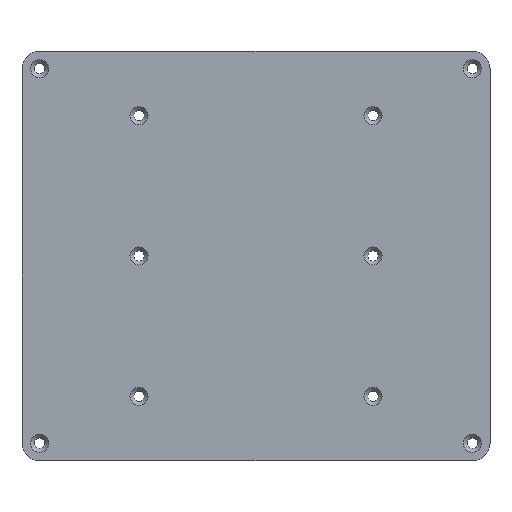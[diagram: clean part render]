
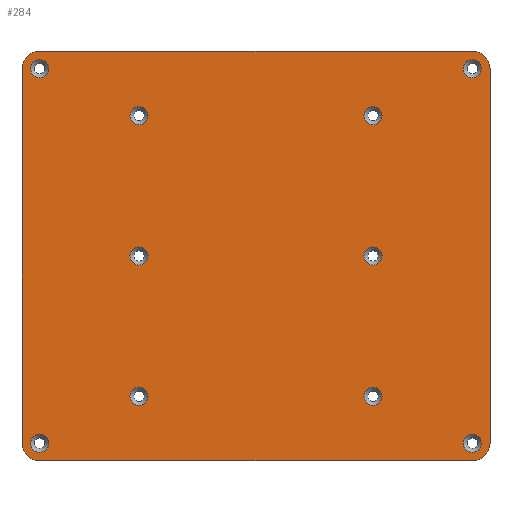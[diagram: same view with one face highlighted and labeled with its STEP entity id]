
A CAD part, top view. The second image highlights one B-rep face of the part: STEP entity #284.
In plain terms, the highlighted planar face has unit normal (0, 0, 1).
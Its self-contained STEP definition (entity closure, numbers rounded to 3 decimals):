
#24 = VERTEX_POINT('',#25);
#25 = CARTESIAN_POINT('',(-40.,-32.,4.));
#31 = EDGE_CURVE('',#24,#32,#34,.T.);
#32 = VERTEX_POINT('',#33);
#33 = CARTESIAN_POINT('',(-40.,32.,4.));
#34 = LINE('',#35,#36);
#35 = CARTESIAN_POINT('',(-40.,-32.,4.));
#36 = VECTOR('',#37,1.);
#37 = DIRECTION('',(0.,1.,0.));
#62 = EDGE_CURVE('',#24,#63,#65,.T.);
#63 = VERTEX_POINT('',#64);
#64 = CARTESIAN_POINT('',(-37.,-35.,4.));
#65 = CIRCLE('',#66,3.);
#66 = AXIS2_PLACEMENT_3D('',#67,#68,#69);
#67 = CARTESIAN_POINT('',(-37.,-32.,4.));
#68 = DIRECTION('',(0.,0.,1.));
#69 = DIRECTION('',(1.,0.,0.));
#97 = VERTEX_POINT('',#98);
#98 = CARTESIAN_POINT('',(-37.,35.,4.));
#104 = EDGE_CURVE('',#97,#32,#105,.T.);
#105 = CIRCLE('',#106,3.);
#106 = AXIS2_PLACEMENT_3D('',#107,#108,#109);
#107 = CARTESIAN_POINT('',(-37.,32.,4.));
#108 = DIRECTION('',(0.,0.,1.));
#109 = DIRECTION('',(1.,0.,0.));
#284 = ADVANCED_FACE('',(#285,#330,#341,#352,#363,#374,#385,#396,#407,
    #418,#429),#440,.T.);
#285 = FACE_BOUND('',#286,.T.);
#286 = EDGE_LOOP('',(#287,#288,#289,#297,#306,#314,#323,#329));
#287 = ORIENTED_EDGE('',*,*,#31,.F.);
#288 = ORIENTED_EDGE('',*,*,#62,.T.);
#289 = ORIENTED_EDGE('',*,*,#290,.F.);
#290 = EDGE_CURVE('',#291,#63,#293,.T.);
#291 = VERTEX_POINT('',#292);
#292 = CARTESIAN_POINT('',(37.,-35.,4.));
#293 = LINE('',#294,#295);
#294 = CARTESIAN_POINT('',(37.,-35.,4.));
#295 = VECTOR('',#296,1.);
#296 = DIRECTION('',(-1.,0.,0.));
#297 = ORIENTED_EDGE('',*,*,#298,.T.);
#298 = EDGE_CURVE('',#291,#299,#301,.T.);
#299 = VERTEX_POINT('',#300);
#300 = CARTESIAN_POINT('',(40.,-32.,4.));
#301 = CIRCLE('',#302,3.);
#302 = AXIS2_PLACEMENT_3D('',#303,#304,#305);
#303 = CARTESIAN_POINT('',(37.,-32.,4.));
#304 = DIRECTION('',(0.,0.,1.));
#305 = DIRECTION('',(1.,0.,0.));
#306 = ORIENTED_EDGE('',*,*,#307,.F.);
#307 = EDGE_CURVE('',#308,#299,#310,.T.);
#308 = VERTEX_POINT('',#309);
#309 = CARTESIAN_POINT('',(40.,32.,4.));
#310 = LINE('',#311,#312);
#311 = CARTESIAN_POINT('',(40.,32.,4.));
#312 = VECTOR('',#313,1.);
#313 = DIRECTION('',(0.,-1.,0.));
#314 = ORIENTED_EDGE('',*,*,#315,.T.);
#315 = EDGE_CURVE('',#308,#316,#318,.T.);
#316 = VERTEX_POINT('',#317);
#317 = CARTESIAN_POINT('',(37.,35.,4.));
#318 = CIRCLE('',#319,3.);
#319 = AXIS2_PLACEMENT_3D('',#320,#321,#322);
#320 = CARTESIAN_POINT('',(37.,32.,4.));
#321 = DIRECTION('',(0.,0.,1.));
#322 = DIRECTION('',(1.,0.,0.));
#323 = ORIENTED_EDGE('',*,*,#324,.F.);
#324 = EDGE_CURVE('',#97,#316,#325,.T.);
#325 = LINE('',#326,#327);
#326 = CARTESIAN_POINT('',(-37.,35.,4.));
#327 = VECTOR('',#328,1.);
#328 = DIRECTION('',(1.,0.,0.));
#329 = ORIENTED_EDGE('',*,*,#104,.T.);
#330 = FACE_BOUND('',#331,.T.);
#331 = EDGE_LOOP('',(#332));
#332 = ORIENTED_EDGE('',*,*,#333,.F.);
#333 = EDGE_CURVE('',#334,#334,#336,.T.);
#334 = VERTEX_POINT('',#335);
#335 = CARTESIAN_POINT('',(-35.45,-32.,4.));
#336 = CIRCLE('',#337,1.55);
#337 = AXIS2_PLACEMENT_3D('',#338,#339,#340);
#338 = CARTESIAN_POINT('',(-37.,-32.,4.));
#339 = DIRECTION('',(0.,0.,1.));
#340 = DIRECTION('',(1.,0.,0.));
#341 = FACE_BOUND('',#342,.T.);
#342 = EDGE_LOOP('',(#343));
#343 = ORIENTED_EDGE('',*,*,#344,.F.);
#344 = EDGE_CURVE('',#345,#345,#347,.T.);
#345 = VERTEX_POINT('',#346);
#346 = CARTESIAN_POINT('',(-18.45,-24.,4.));
#347 = CIRCLE('',#348,1.55);
#348 = AXIS2_PLACEMENT_3D('',#349,#350,#351);
#349 = CARTESIAN_POINT('',(-20.,-24.,4.));
#350 = DIRECTION('',(0.,0.,1.));
#351 = DIRECTION('',(1.,0.,0.));
#352 = FACE_BOUND('',#353,.T.);
#353 = EDGE_LOOP('',(#354));
#354 = ORIENTED_EDGE('',*,*,#355,.F.);
#355 = EDGE_CURVE('',#356,#356,#358,.T.);
#356 = VERTEX_POINT('',#357);
#357 = CARTESIAN_POINT('',(38.55,-32.,4.));
#358 = CIRCLE('',#359,1.55);
#359 = AXIS2_PLACEMENT_3D('',#360,#361,#362);
#360 = CARTESIAN_POINT('',(37.,-32.,4.));
#361 = DIRECTION('',(0.,0.,1.));
#362 = DIRECTION('',(1.,0.,0.));
#363 = FACE_BOUND('',#364,.T.);
#364 = EDGE_LOOP('',(#365));
#365 = ORIENTED_EDGE('',*,*,#366,.F.);
#366 = EDGE_CURVE('',#367,#367,#369,.T.);
#367 = VERTEX_POINT('',#368);
#368 = CARTESIAN_POINT('',(21.55,-24.,4.));
#369 = CIRCLE('',#370,1.55);
#370 = AXIS2_PLACEMENT_3D('',#371,#372,#373);
#371 = CARTESIAN_POINT('',(20.,-24.,4.));
#372 = DIRECTION('',(0.,0.,1.));
#373 = DIRECTION('',(1.,0.,0.));
#374 = FACE_BOUND('',#375,.T.);
#375 = EDGE_LOOP('',(#376));
#376 = ORIENTED_EDGE('',*,*,#377,.F.);
#377 = EDGE_CURVE('',#378,#378,#380,.T.);
#378 = VERTEX_POINT('',#379);
#379 = CARTESIAN_POINT('',(-18.45,0.,4.));
#380 = CIRCLE('',#381,1.55);
#381 = AXIS2_PLACEMENT_3D('',#382,#383,#384);
#382 = CARTESIAN_POINT('',(-20.,0.,4.));
#383 = DIRECTION('',(0.,0.,1.));
#384 = DIRECTION('',(1.,0.,0.));
#385 = FACE_BOUND('',#386,.T.);
#386 = EDGE_LOOP('',(#387));
#387 = ORIENTED_EDGE('',*,*,#388,.F.);
#388 = EDGE_CURVE('',#389,#389,#391,.T.);
#389 = VERTEX_POINT('',#390);
#390 = CARTESIAN_POINT('',(-18.45,24.,4.));
#391 = CIRCLE('',#392,1.55);
#392 = AXIS2_PLACEMENT_3D('',#393,#394,#395);
#393 = CARTESIAN_POINT('',(-20.,24.,4.));
#394 = DIRECTION('',(0.,0.,1.));
#395 = DIRECTION('',(1.,0.,0.));
#396 = FACE_BOUND('',#397,.T.);
#397 = EDGE_LOOP('',(#398));
#398 = ORIENTED_EDGE('',*,*,#399,.F.);
#399 = EDGE_CURVE('',#400,#400,#402,.T.);
#400 = VERTEX_POINT('',#401);
#401 = CARTESIAN_POINT('',(-35.45,32.,4.));
#402 = CIRCLE('',#403,1.55);
#403 = AXIS2_PLACEMENT_3D('',#404,#405,#406);
#404 = CARTESIAN_POINT('',(-37.,32.,4.));
#405 = DIRECTION('',(0.,0.,1.));
#406 = DIRECTION('',(1.,0.,0.));
#407 = FACE_BOUND('',#408,.T.);
#408 = EDGE_LOOP('',(#409));
#409 = ORIENTED_EDGE('',*,*,#410,.F.);
#410 = EDGE_CURVE('',#411,#411,#413,.T.);
#411 = VERTEX_POINT('',#412);
#412 = CARTESIAN_POINT('',(21.55,0.,4.));
#413 = CIRCLE('',#414,1.55);
#414 = AXIS2_PLACEMENT_3D('',#415,#416,#417);
#415 = CARTESIAN_POINT('',(20.,0.,4.));
#416 = DIRECTION('',(0.,0.,1.));
#417 = DIRECTION('',(1.,0.,0.));
#418 = FACE_BOUND('',#419,.T.);
#419 = EDGE_LOOP('',(#420));
#420 = ORIENTED_EDGE('',*,*,#421,.F.);
#421 = EDGE_CURVE('',#422,#422,#424,.T.);
#422 = VERTEX_POINT('',#423);
#423 = CARTESIAN_POINT('',(21.55,24.,4.));
#424 = CIRCLE('',#425,1.55);
#425 = AXIS2_PLACEMENT_3D('',#426,#427,#428);
#426 = CARTESIAN_POINT('',(20.,24.,4.));
#427 = DIRECTION('',(0.,0.,1.));
#428 = DIRECTION('',(1.,0.,0.));
#429 = FACE_BOUND('',#430,.T.);
#430 = EDGE_LOOP('',(#431));
#431 = ORIENTED_EDGE('',*,*,#432,.F.);
#432 = EDGE_CURVE('',#433,#433,#435,.T.);
#433 = VERTEX_POINT('',#434);
#434 = CARTESIAN_POINT('',(38.55,32.,4.));
#435 = CIRCLE('',#436,1.55);
#436 = AXIS2_PLACEMENT_3D('',#437,#438,#439);
#437 = CARTESIAN_POINT('',(37.,32.,4.));
#438 = DIRECTION('',(0.,0.,1.));
#439 = DIRECTION('',(1.,0.,0.));
#440 = PLANE('',#441);
#441 = AXIS2_PLACEMENT_3D('',#442,#443,#444);
#442 = CARTESIAN_POINT('',(0.,0.,4.));
#443 = DIRECTION('',(0.,0.,1.));
#444 = DIRECTION('',(1.,0.,0.));
